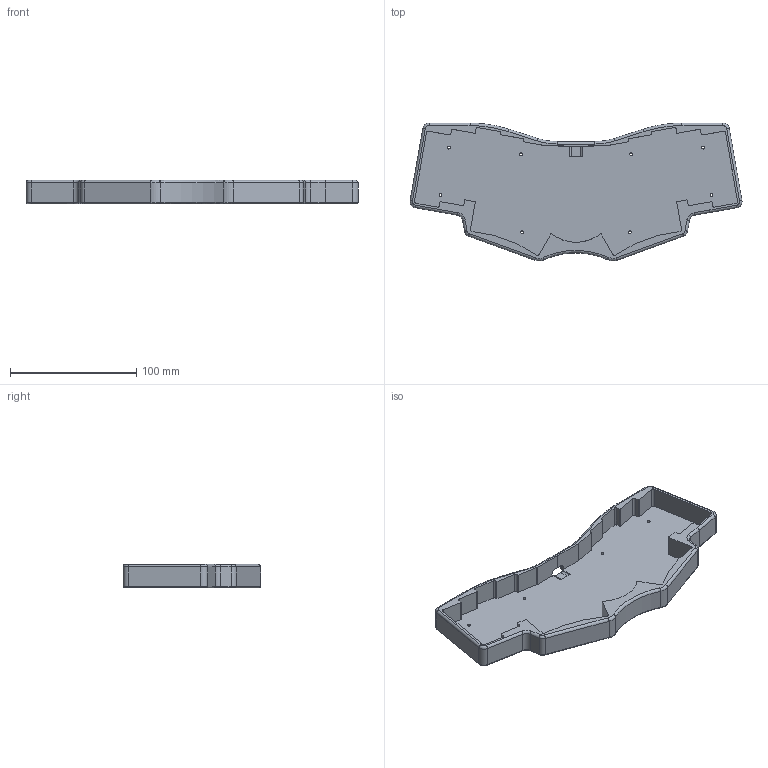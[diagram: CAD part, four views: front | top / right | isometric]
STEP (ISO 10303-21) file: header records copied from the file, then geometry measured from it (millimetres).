
FILE_DESCRIPTION(/* description */ (''),/* implementation_level */ '2;1');
FILE_NAME(/* name */ 'cocot36plus_v2_TrayMountCase',/* time_stamp */ '2023-10-27T14:42:27-07:00',/* author */ (''),/* organization */ (''),/* preprocessor_version */ 'ST-DEVELOPER v16.5',/* originating_system */ 'Rhino 7.25',/* authorisation */ '');
FILE_SCHEMA (('CONFIG_CONTROL_DESIGN'));
Length unit declared in the file: millimetre
Products named in the file (1): Document
Bounding box: 263.3 x 109.36 x 18.6 mm (x, y, z)
Volume: 108833.4 mm3; surface area: 67667.9 mm2
Topology: 1 solids, 1 shells, 254 faces, 646 edges, 402 vertices
Faces by surface type: cylinder 131, plane 88, bspline 35
Entity records: 6816 total; most frequent: CARTESIAN_POINT 2746, ORIENTED_EDGE 1292, EDGE_CURVE 646, VERTEX_POINT 402, EDGE_LOOP 280, ADVANCED_FACE 254, FACE_OUTER_BOUND 254, DIRECTION 223
